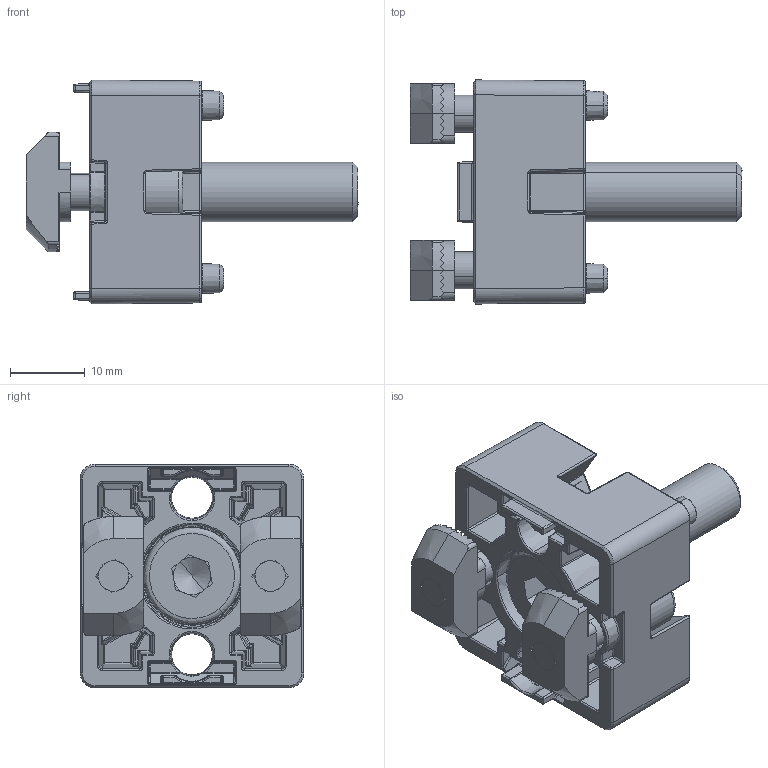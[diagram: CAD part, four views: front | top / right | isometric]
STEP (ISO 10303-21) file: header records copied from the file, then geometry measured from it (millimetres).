
FILE_DESCRIPTION (( 'STEP AP214' ), '1' );
FILE_NAME ('6268510', '2019-01-28T17:16:57', ( '' ), ('JUGARD+KÜNSTNER GmbH'), 'SwSTEP 2.0', 'SolidWorks 2017', '' );
FILE_SCHEMA (( 'AUTOMOTIVE_DESIGN' ));
Length unit declared in the file: millimetre
Products named in the file (5): Part1; Part2; Part6; Part4; 6268510
Assembly tree (6 placements, depth 2):
  6268510
    Part4
    Part6
    Part2  x2
    Part1  x2
Bounding box: 44.5 x 29.99 x 29.99 mm (x, y, z)
Volume: 11709.6 mm3; surface area: 9271.9 mm2
Topology: 6 solids, 6 shells, 1129 faces, 2650 edges, 1518 vertices
Faces by surface type: cylinder 404, bspline 392, plane 282, cone 51
Entity records: 47820 total; most frequent: CARTESIAN_POINT 16018, ORIENTED_EDGE 4676, DIRECTION 3713, EDGE_CURVE 2338, AXIS2_PLACEMENT_3D 1386, VERTEX_POINT 1333, EDGE_LOOP 1043, UNCERTAINTY_MEASURE_WITH_UNIT 1035
